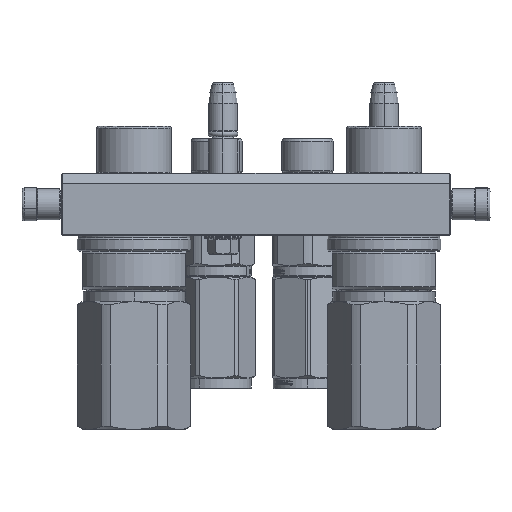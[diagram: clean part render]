
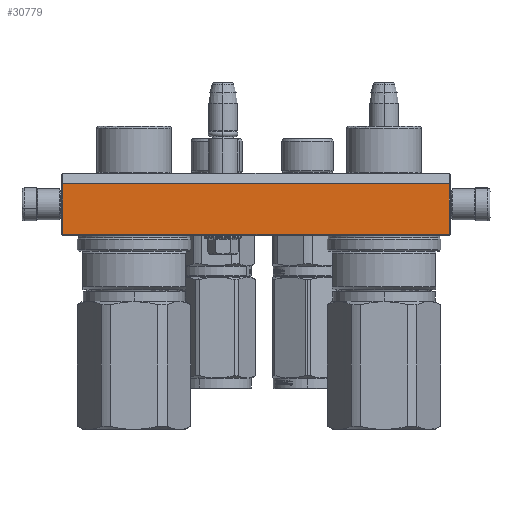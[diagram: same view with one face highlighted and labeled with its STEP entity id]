
A CAD part, left-side view. The second image highlights one B-rep face of the part: STEP entity #30779.
In plain terms, the highlighted face is planar.
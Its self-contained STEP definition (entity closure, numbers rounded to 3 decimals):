
#133 = AXIS2_PLACEMENT_3D ( 'NONE', #19972, #1267, #1467 ) ;
#300 = EDGE_CURVE ( 'NONE', #28234, #14370, #37085, .T. ) ;
#545 = CARTESIAN_POINT ( 'NONE',  ( 93.5, 29.5, -45. ) ) ;
#1267 = DIRECTION ( 'NONE',  ( 0., 0., -1. ) ) ;
#1467 = DIRECTION ( 'NONE',  ( -1., 0., 0. ) ) ;
#2279 = DIRECTION ( 'NONE',  ( -1., 0., 0. ) ) ;
#2719 = DIRECTION ( 'NONE',  ( 0., 1., 0. ) ) ;
#3325 = EDGE_CURVE ( 'NONE', #43998, #28438, #6957, .T. ) ;
#6957 = LINE ( 'NONE', #39655, #22123 ) ;
#9294 = ORIENTED_EDGE ( 'NONE', *, *, #3325, .F. ) ;
#10969 = DIRECTION ( 'NONE',  ( -1., 0., 0. ) ) ;
#12549 = CARTESIAN_POINT ( 'NONE',  ( 93.5, 5., -45. ) ) ;
#12694 = EDGE_CURVE ( 'NONE', #14370, #28438, #44516, .T. ) ;
#13473 = DIRECTION ( 'NONE',  ( 0., 1., 0. ) ) ;
#14370 = VERTEX_POINT ( 'NONE', #54294 ) ;
#15355 = CARTESIAN_POINT ( 'NONE',  ( 93.5, 5., -45. ) ) ;
#15967 = VECTOR ( 'NONE', #13473, 1000. ) ;
#18261 = FACE_OUTER_BOUND ( 'NONE', #34575, .T. ) ;
#19799 = ORIENTED_EDGE ( 'NONE', *, *, #12694, .T. ) ;
#19972 = CARTESIAN_POINT ( 'NONE',  ( 94., 0., -45. ) ) ;
#22123 = VECTOR ( 'NONE', #2279, 1000. ) ;
#28234 = VERTEX_POINT ( 'NONE', #12549 ) ;
#28438 = VERTEX_POINT ( 'NONE', #54701 ) ;
#29693 = LINE ( 'NONE', #36305, #15967 ) ;
#30779 = ADVANCED_FACE ( 'NONE', ( #18261 ), #48140, .T. ) ;
#34575 = EDGE_LOOP ( 'NONE', ( #19799, #9294, #46163, #40291 ) ) ;
#36305 = CARTESIAN_POINT ( 'NONE',  ( 93.5, 5., -45. ) ) ;
#37085 = LINE ( 'NONE', #15355, #59528 ) ;
#39475 = CARTESIAN_POINT ( 'NONE',  ( -93.5, 5., -45. ) ) ;
#39655 = CARTESIAN_POINT ( 'NONE',  ( 93.5, 29.5, -45. ) ) ;
#40291 = ORIENTED_EDGE ( 'NONE', *, *, #300, .T. ) ;
#43742 = VECTOR ( 'NONE', #2719, 1000. ) ;
#43998 = VERTEX_POINT ( 'NONE', #545 ) ;
#44516 = LINE ( 'NONE', #39475, #43742 ) ;
#46163 = ORIENTED_EDGE ( 'NONE', *, *, #53568, .F. ) ;
#48140 = PLANE ( 'NONE',  #133 ) ;
#53568 = EDGE_CURVE ( 'NONE', #28234, #43998, #29693, .T. ) ;
#54294 = CARTESIAN_POINT ( 'NONE',  ( -93.5, 5., -45. ) ) ;
#54701 = CARTESIAN_POINT ( 'NONE',  ( -93.5, 29.5, -45. ) ) ;
#59528 = VECTOR ( 'NONE', #10969, 1000. ) ;
